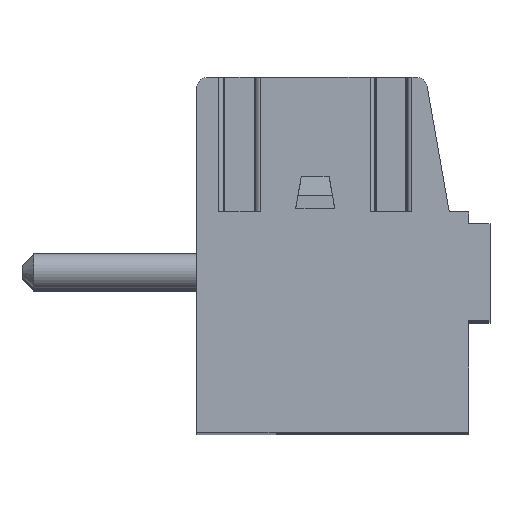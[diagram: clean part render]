
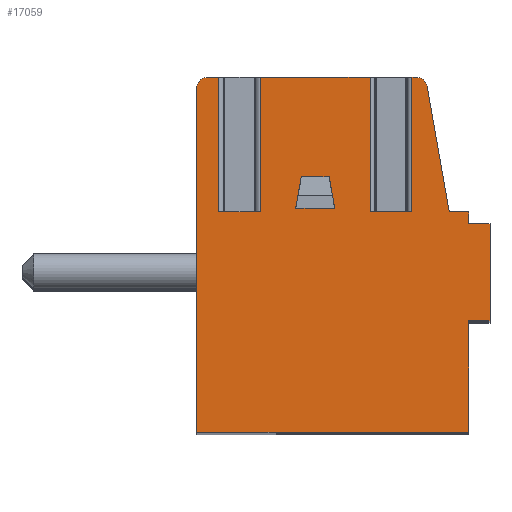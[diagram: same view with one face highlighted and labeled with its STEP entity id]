
A CAD part, top view. The second image highlights one B-rep face of the part: STEP entity #17059.
In plain terms, the highlighted planar face has unit normal (0, 0, 1).
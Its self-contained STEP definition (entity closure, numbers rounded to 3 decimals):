
#2447=DIRECTION('',(-1.,0.,0.));
#2448=VECTOR('',#2447,1.07);
#2449=CARTESIAN_POINT('',(2.035,1.105,1.75));
#2450=LINE('',#2449,#2448);
#2451=DIRECTION('',(0.,1.,0.));
#2452=VECTOR('',#2451,3.47);
#2453=CARTESIAN_POINT('',(2.035,1.105,1.75));
#2454=LINE('',#2453,#2452);
#2455=DIRECTION('',(1.,0.,0.));
#2456=VECTOR('',#2455,0.101);
#2457=CARTESIAN_POINT('',(2.035,4.575,1.75));
#2458=LINE('',#2457,#2456);
#2459=CARTESIAN_POINT('',(2.136,4.275,1.75));
#2460=DIRECTION('',(0.,0.,-1.));
#2461=DIRECTION('',(0.,1.,0.));
#2462=AXIS2_PLACEMENT_3D('',#2459,#2460,#2461);
#2464=DIRECTION('',(0.174,-0.985,0.));
#2465=VECTOR('',#2464,3.272);
#2466=CARTESIAN_POINT('',(2.432,4.327,1.75));
#2467=LINE('',#2466,#2465);
#2468=DIRECTION('',(1.,0.,0.));
#2469=VECTOR('',#2468,0.5);
#2470=CARTESIAN_POINT('',(3.,1.105,1.75));
#2471=LINE('',#2470,#2469);
#2472=DIRECTION('',(0.,-1.,0.));
#2473=VECTOR('',#2472,0.3);
#2474=CARTESIAN_POINT('',(3.5,1.105,1.75));
#2475=LINE('',#2474,#2473);
#2476=DIRECTION('',(0.,-1.,0.));
#2477=VECTOR('',#2476,2.88);
#2478=CARTESIAN_POINT('',(3.5,-1.695,1.75));
#2479=LINE('',#2478,#2477);
#2480=DIRECTION('',(-1.,0.,0.));
#2481=VECTOR('',#2480,7.);
#2482=CARTESIAN_POINT('',(3.5,-4.575,1.75));
#2483=LINE('',#2482,#2481);
#2484=DIRECTION('',(0.,1.,0.));
#2485=VECTOR('',#2484,8.85);
#2486=CARTESIAN_POINT('',(-3.5,-4.575,1.75));
#2487=LINE('',#2486,#2485);
#2488=CARTESIAN_POINT('',(-3.2,4.275,1.75));
#2489=DIRECTION('',(0.,0.,-1.));
#2490=DIRECTION('',(-1.,0.,0.));
#2491=AXIS2_PLACEMENT_3D('',#2488,#2489,#2490);
#2493=DIRECTION('',(1.,0.,0.));
#2494=VECTOR('',#2493,0.265);
#2495=CARTESIAN_POINT('',(-3.2,4.575,1.75));
#2496=LINE('',#2495,#2494);
#2497=DIRECTION('',(0.,1.,0.));
#2498=VECTOR('',#2497,3.47);
#2499=CARTESIAN_POINT('',(-2.935,1.105,1.75));
#2500=LINE('',#2499,#2498);
#2501=DIRECTION('',(-1.,0.,0.));
#2502=VECTOR('',#2501,1.07);
#2503=CARTESIAN_POINT('',(-1.865,1.105,1.75));
#2504=LINE('',#2503,#2502);
#2505=DIRECTION('',(0.,1.,0.));
#2506=VECTOR('',#2505,3.47);
#2507=CARTESIAN_POINT('',(-1.865,1.105,1.75));
#2508=LINE('',#2507,#2506);
#2509=DIRECTION('',(1.,0.,0.));
#2510=VECTOR('',#2509,2.83);
#2511=CARTESIAN_POINT('',(-1.865,4.575,1.75));
#2512=LINE('',#2511,#2510);
#2513=DIRECTION('',(0.,1.,0.));
#2514=VECTOR('',#2513,3.47);
#2515=CARTESIAN_POINT('',(0.965,1.105,1.75));
#2516=LINE('',#2515,#2514);
#2517=DIRECTION('',(-1.,0.,0.));
#2518=VECTOR('',#2517,0.718);
#2519=CARTESIAN_POINT('',(-0.091,2.005,1.75));
#2520=LINE('',#2519,#2518);
#2521=DIRECTION('',(-0.174,-0.985,0.));
#2522=VECTOR('',#2521,0.812);
#2523=CARTESIAN_POINT('',(-0.809,2.005,1.75));
#2524=LINE('',#2523,#2522);
#2525=DIRECTION('',(1.,0.,0.));
#2526=VECTOR('',#2525,1.);
#2527=CARTESIAN_POINT('',(-0.95,1.205,1.75));
#2528=LINE('',#2527,#2526);
#2529=DIRECTION('',(-0.174,0.985,0.));
#2530=VECTOR('',#2529,0.812);
#2531=CARTESIAN_POINT('',(0.05,1.205,1.75));
#2532=LINE('',#2531,#2530);
#2745=DIRECTION('',(-1.,0.,0.));
#2746=VECTOR('',#2745,0.55);
#2747=CARTESIAN_POINT('',(4.05,0.805,1.75));
#2748=LINE('',#2747,#2746);
#3337=DIRECTION('',(0.,1.,0.));
#3338=VECTOR('',#3337,2.5);
#3339=CARTESIAN_POINT('',(4.05,-1.695,1.75));
#3340=LINE('',#3339,#3338);
#3469=DIRECTION('',(1.,0.,0.));
#3470=VECTOR('',#3469,0.55);
#3471=CARTESIAN_POINT('',(3.5,-1.695,1.75));
#3472=LINE('',#3471,#3470);
#10701=CARTESIAN_POINT('',(-3.5,4.275,1.75));
#10702=CARTESIAN_POINT('',(-3.2,4.575,1.75));
#10703=VERTEX_POINT('',#10701);
#10704=VERTEX_POINT('',#10702);
#10705=CARTESIAN_POINT('',(-3.5,-4.575,1.75));
#10706=VERTEX_POINT('',#10705);
#10707=CARTESIAN_POINT('',(3.5,-4.575,1.75));
#10708=VERTEX_POINT('',#10707);
#10709=CARTESIAN_POINT('',(3.5,-1.695,1.75));
#10710=VERTEX_POINT('',#10709);
#10711=CARTESIAN_POINT('',(3.5,1.105,1.75));
#10712=CARTESIAN_POINT('',(3.5,0.805,1.75));
#10713=VERTEX_POINT('',#10711);
#10714=VERTEX_POINT('',#10712);
#10715=CARTESIAN_POINT('',(3.,1.105,1.75));
#10716=VERTEX_POINT('',#10715);
#10717=CARTESIAN_POINT('',(2.432,4.327,1.75));
#10718=VERTEX_POINT('',#10717);
#10719=CARTESIAN_POINT('',(2.136,4.575,1.75));
#10720=VERTEX_POINT('',#10719);
#10858=CARTESIAN_POINT('',(4.05,-1.695,1.75));
#10860=VERTEX_POINT('',#10858);
#10862=CARTESIAN_POINT('',(4.05,0.805,1.75));
#10864=VERTEX_POINT('',#10862);
#11029=CARTESIAN_POINT('',(2.035,1.105,1.75));
#11030=CARTESIAN_POINT('',(0.965,1.105,1.75));
#11031=VERTEX_POINT('',#11029);
#11032=VERTEX_POINT('',#11030);
#11033=CARTESIAN_POINT('',(-1.865,1.105,1.75));
#11034=CARTESIAN_POINT('',(-2.935,1.105,1.75));
#11035=VERTEX_POINT('',#11033);
#11036=VERTEX_POINT('',#11034);
#11037=CARTESIAN_POINT('',(-2.935,4.575,1.75));
#11038=VERTEX_POINT('',#11037);
#11039=CARTESIAN_POINT('',(-1.865,4.575,1.75));
#11040=VERTEX_POINT('',#11039);
#11041=CARTESIAN_POINT('',(2.035,4.575,1.75));
#11042=VERTEX_POINT('',#11041);
#11043=CARTESIAN_POINT('',(0.965,4.575,1.75));
#11044=VERTEX_POINT('',#11043);
#11073=CARTESIAN_POINT('',(-0.95,1.205,1.75));
#11074=CARTESIAN_POINT('',(0.05,1.205,1.75));
#11075=VERTEX_POINT('',#11073);
#11076=VERTEX_POINT('',#11074);
#11078=CARTESIAN_POINT('',(-0.809,2.005,1.75));
#11080=VERTEX_POINT('',#11078);
#11081=CARTESIAN_POINT('',(-0.091,2.005,1.75));
#11082=VERTEX_POINT('',#11081);
#17006=CARTESIAN_POINT('',(0.,0.,1.75));
#17007=DIRECTION('',(0.,0.,1.));
#17008=DIRECTION('',(1.,0.,0.));
#17009=AXIS2_PLACEMENT_3D('',#17006,#17007,#17008);
#17010=PLANE('',#17009);
#17012=ORIENTED_EDGE('',*,*,#17011,.F.);
#17014=ORIENTED_EDGE('',*,*,#17013,.T.);
#17015=ORIENTED_EDGE('',*,*,#13934,.T.);
#17017=ORIENTED_EDGE('',*,*,#17016,.T.);
#17019=ORIENTED_EDGE('',*,*,#17018,.T.);
#17021=ORIENTED_EDGE('',*,*,#17020,.T.);
#17023=ORIENTED_EDGE('',*,*,#17022,.T.);
#17025=ORIENTED_EDGE('',*,*,#17024,.F.);
#17027=ORIENTED_EDGE('',*,*,#17026,.F.);
#17029=ORIENTED_EDGE('',*,*,#17028,.F.);
#17031=ORIENTED_EDGE('',*,*,#17030,.T.);
#17033=ORIENTED_EDGE('',*,*,#17032,.T.);
#17035=ORIENTED_EDGE('',*,*,#17034,.T.);
#17037=ORIENTED_EDGE('',*,*,#17036,.T.);
#17038=ORIENTED_EDGE('',*,*,#13899,.T.);
#17040=ORIENTED_EDGE('',*,*,#17039,.F.);
#17042=ORIENTED_EDGE('',*,*,#17041,.F.);
#17043=ORIENTED_EDGE('',*,*,#16997,.T.);
#17044=ORIENTED_EDGE('',*,*,#13950,.T.);
#17046=ORIENTED_EDGE('',*,*,#17045,.F.);
#17047=EDGE_LOOP('',(#17012,#17014,#17015,#17017,#17019,#17021,#17023,#17025,
#17027,#17029,#17031,#17033,#17035,#17037,#17038,#17040,#17042,#17043,#17044,
#17046));
#17048=FACE_OUTER_BOUND('',#17047,.F.);
#17050=ORIENTED_EDGE('',*,*,#17049,.T.);
#17052=ORIENTED_EDGE('',*,*,#17051,.T.);
#17054=ORIENTED_EDGE('',*,*,#17053,.T.);
#17056=ORIENTED_EDGE('',*,*,#17055,.T.);
#17057=EDGE_LOOP('',(#17050,#17052,#17054,#17056));
#17058=FACE_BOUND('',#17057,.F.);
#2463=CIRCLE('',#2462,0.3);
#2492=CIRCLE('',#2491,0.3);
#13899=EDGE_CURVE('',#10704,#11038,#2496,.T.);
#13934=EDGE_CURVE('',#11042,#10720,#2458,.T.);
#13950=EDGE_CURVE('',#11040,#11044,#2512,.T.);
#16997=EDGE_CURVE('',#11035,#11040,#2508,.T.);
#17011=EDGE_CURVE('',#11031,#11032,#2450,.T.);
#17013=EDGE_CURVE('',#11031,#11042,#2454,.T.);
#17016=EDGE_CURVE('',#10720,#10718,#2463,.T.);
#17018=EDGE_CURVE('',#10718,#10716,#2467,.T.);
#17020=EDGE_CURVE('',#10716,#10713,#2471,.T.);
#17022=EDGE_CURVE('',#10713,#10714,#2475,.T.);
#17024=EDGE_CURVE('',#10864,#10714,#2748,.T.);
#17026=EDGE_CURVE('',#10860,#10864,#3340,.T.);
#17028=EDGE_CURVE('',#10710,#10860,#3472,.T.);
#17030=EDGE_CURVE('',#10710,#10708,#2479,.T.);
#17032=EDGE_CURVE('',#10708,#10706,#2483,.T.);
#17034=EDGE_CURVE('',#10706,#10703,#2487,.T.);
#17036=EDGE_CURVE('',#10703,#10704,#2492,.T.);
#17039=EDGE_CURVE('',#11036,#11038,#2500,.T.);
#17041=EDGE_CURVE('',#11035,#11036,#2504,.T.);
#17045=EDGE_CURVE('',#11032,#11044,#2516,.T.);
#17049=EDGE_CURVE('',#11082,#11080,#2520,.T.);
#17051=EDGE_CURVE('',#11080,#11075,#2524,.T.);
#17053=EDGE_CURVE('',#11075,#11076,#2528,.T.);
#17055=EDGE_CURVE('',#11076,#11082,#2532,.T.);
#17059=ADVANCED_FACE('',(#17048,#17058),#17010,.T.);
